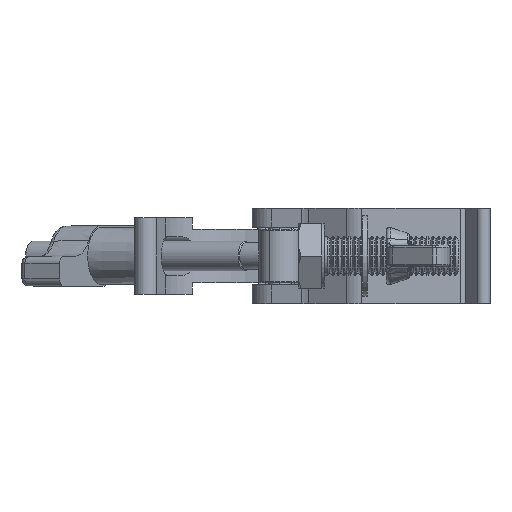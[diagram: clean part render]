
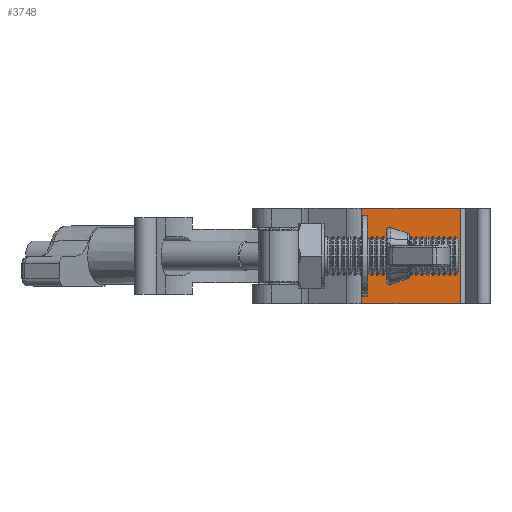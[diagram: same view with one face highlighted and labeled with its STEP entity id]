
A CAD part, front view. The second image highlights one B-rep face of the part: STEP entity #3748.
In plain terms, the highlighted planar face has unit normal (0, -1, 0).
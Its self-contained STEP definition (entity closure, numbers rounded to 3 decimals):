
#545 = ORIENTED_EDGE ( 'NONE', *, *, #2336, .F. ) ;
#772 = ORIENTED_EDGE ( 'NONE', *, *, #11861, .T. ) ;
#840 = VERTEX_POINT ( 'NONE', #5493 ) ;
#922 = CARTESIAN_POINT ( 'NONE',  ( 7.747, 0., 12.45 ) ) ;
#1859 = AXIS2_PLACEMENT_3D ( 'NONE', #18486, #13927, #4848 ) ;
#2302 = DIRECTION ( 'NONE',  ( 1., 0., 0. ) ) ;
#2336 = EDGE_CURVE ( 'NONE', #11217, #7964, #4678, .T. ) ;
#2435 = VECTOR ( 'NONE', #17644, 1000. ) ;
#2805 = VECTOR ( 'NONE', #16500, 1000. ) ;
#2925 = ORIENTED_EDGE ( 'NONE', *, *, #19404, .T. ) ;
#3528 = CARTESIAN_POINT ( 'NONE',  ( 33.499, 0., 12.45 ) ) ;
#3748 = ADVANCED_FACE ( 'NONE', ( #10091, #9621 ), #18459, .F. ) ;
#3945 = CARTESIAN_POINT ( 'NONE',  ( 7.747, 0., -12.45 ) ) ;
#3987 = ORIENTED_EDGE ( 'NONE', *, *, #6780, .T. ) ;
#4460 = LINE ( 'NONE', #10409, #2805 ) ;
#4678 = LINE ( 'NONE', #3528, #13444 ) ;
#4761 = DIRECTION ( 'NONE',  ( 0., 1., 0. ) ) ;
#4848 = DIRECTION ( 'NONE',  ( 0., 0., -1. ) ) ;
#4953 = DIRECTION ( 'NONE',  ( -1., 0., 0. ) ) ;
#5019 = DIRECTION ( 'NONE',  ( 0., 1., 0. ) ) ;
#5493 = CARTESIAN_POINT ( 'NONE',  ( 7.747, 0., 12.45 ) ) ;
#6530 = EDGE_CURVE ( 'NONE', #840, #11217, #8612, .T. ) ;
#6780 = EDGE_CURVE ( 'NONE', #17010, #7964, #17344, .T. ) ;
#6886 = ORIENTED_EDGE ( 'NONE', *, *, #10864, .T. ) ;
#7964 = VERTEX_POINT ( 'NONE', #10715 ) ;
#8612 = LINE ( 'NONE', #922, #8847 ) ;
#8669 = EDGE_LOOP ( 'NONE', ( #2925, #772 ) ) ;
#8847 = VECTOR ( 'NONE', #2302, 1000. ) ;
#9474 = CARTESIAN_POINT ( 'NONE',  ( 33.499, 0., 12.45 ) ) ;
#9621 = FACE_OUTER_BOUND ( 'NONE', #10537, .T. ) ;
#10091 = FACE_BOUND ( 'NONE', #8669, .T. ) ;
#10409 = CARTESIAN_POINT ( 'NONE',  ( 7.747, 0., 12.45 ) ) ;
#10537 = EDGE_LOOP ( 'NONE', ( #3987, #545, #16002, #6886 ) ) ;
#10715 = CARTESIAN_POINT ( 'NONE',  ( 33.499, 0., -12.45 ) ) ;
#10864 = EDGE_CURVE ( 'NONE', #840, #17010, #4460, .T. ) ;
#11217 = VERTEX_POINT ( 'NONE', #9474 ) ;
#11585 = AXIS2_PLACEMENT_3D ( 'NONE', #13642, #4761, #18393 ) ;
#11730 = CARTESIAN_POINT ( 'NONE',  ( 7.747, 0., -12.45 ) ) ;
#11861 = EDGE_CURVE ( 'NONE', #15288, #18758, #18649, .T. ) ;
#12169 = CARTESIAN_POINT ( 'NONE',  ( 23.097, 0., -5.25 ) ) ;
#13444 = VECTOR ( 'NONE', #15640, 1000. ) ;
#13642 = CARTESIAN_POINT ( 'NONE',  ( 23.097, 0., 0. ) ) ;
#13927 = DIRECTION ( 'NONE',  ( 0., 1., 0. ) ) ;
#14092 = CARTESIAN_POINT ( 'NONE',  ( 7.747, 0., 12.45 ) ) ;
#14229 = CIRCLE ( 'NONE', #11585, 5.25 ) ;
#15288 = VERTEX_POINT ( 'NONE', #16428 ) ;
#15640 = DIRECTION ( 'NONE',  ( 0., 0., -1. ) ) ;
#16002 = ORIENTED_EDGE ( 'NONE', *, *, #6530, .F. ) ;
#16428 = CARTESIAN_POINT ( 'NONE',  ( 23.097, 0., 5.25 ) ) ;
#16500 = DIRECTION ( 'NONE',  ( 0., 0., -1. ) ) ;
#17010 = VERTEX_POINT ( 'NONE', #3945 ) ;
#17344 = LINE ( 'NONE', #11730, #2435 ) ;
#17644 = DIRECTION ( 'NONE',  ( 1., 0., 0. ) ) ;
#18393 = DIRECTION ( 'NONE',  ( 0., 0., -1. ) ) ;
#18459 = PLANE ( 'NONE',  #19172 ) ;
#18486 = CARTESIAN_POINT ( 'NONE',  ( 23.097, 0., 0. ) ) ;
#18649 = CIRCLE ( 'NONE', #1859, 5.25 ) ;
#18758 = VERTEX_POINT ( 'NONE', #12169 ) ;
#19172 = AXIS2_PLACEMENT_3D ( 'NONE', #14092, #5019, #4953 ) ;
#19404 = EDGE_CURVE ( 'NONE', #18758, #15288, #14229, .T. ) ;
